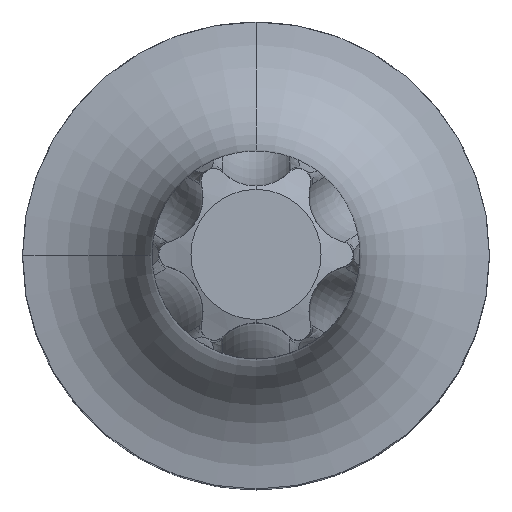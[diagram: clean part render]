
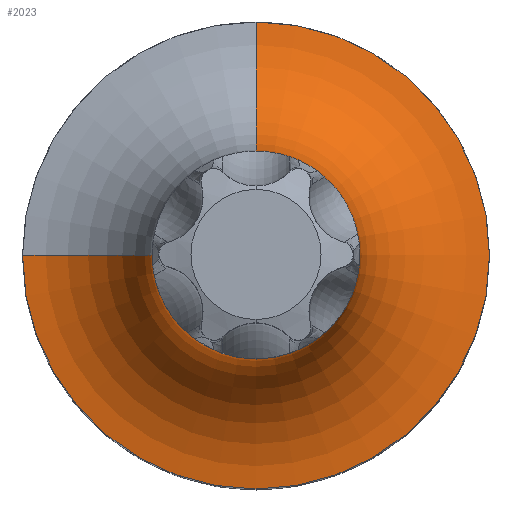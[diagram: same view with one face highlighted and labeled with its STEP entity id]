
A CAD part, top view. The second image highlights one B-rep face of the part: STEP entity #2023.
In plain terms, the highlighted toroidal (fillet/blend) face has major radius 14 mm and minor radius 8 mm.
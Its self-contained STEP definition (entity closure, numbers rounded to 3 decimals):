
#71=CARTESIAN_POINT('',(0.,0.,25.));
#72=DIRECTION('',(0.,0.,1.));
#73=DIRECTION('',(1.,0.,0.));
#74=AXIS2_PLACEMENT_3D('',#71,#72,#73);
#268=CARTESIAN_POINT('',(0.,0.,32.984));
#269=DIRECTION('',(0.,0.,1.));
#270=DIRECTION('',(0.,-1.,0.));
#271=AXIS2_PLACEMENT_3D('',#268,#269,#270);
#273=CARTESIAN_POINT('',(0.,0.,25.));
#274=DIRECTION('',(0.,0.,-1.));
#275=DIRECTION('',(1.,0.,0.));
#276=AXIS2_PLACEMENT_3D('',#273,#274,#275);
#278=CARTESIAN_POINT('',(-14.,0.,32.984));
#279=DIRECTION('',(0.,-1.,0.));
#280=DIRECTION('',(0.062,0.,-0.998));
#281=AXIS2_PLACEMENT_3D('',#278,#279,#280);
#617=CARTESIAN_POINT('',(0.,0.,32.984));
#618=DIRECTION('',(0.,0.,1.));
#619=DIRECTION('',(-1.,0.,0.));
#620=AXIS2_PLACEMENT_3D('',#617,#618,#619);
#1305=CARTESIAN_POINT('',(0.,14.,32.984));
#1306=DIRECTION('',(-1.,0.,0.));
#1307=DIRECTION('',(0.,-0.063,-0.998));
#1308=AXIS2_PLACEMENT_3D('',#1305,#1306,#1307);
#1676=CARTESIAN_POINT('',(13.5,0.,25.));
#1677=CARTESIAN_POINT('',(0.,13.5,25.));
#1678=VERTEX_POINT('',#1676);
#1679=VERTEX_POINT('',#1677);
#1680=CARTESIAN_POINT('',(-13.5,0.,25.));
#1681=VERTEX_POINT('',#1680);
#1682=CARTESIAN_POINT('',(0.,6.,32.984));
#1683=CARTESIAN_POINT('',(-6.,0.,32.984));
#1684=VERTEX_POINT('',#1682);
#1685=VERTEX_POINT('',#1683);
#1686=CARTESIAN_POINT('',(0.,-6.,32.984));
#1687=VERTEX_POINT('',#1686);
#2006=CARTESIAN_POINT('',(0.,0.,32.984));
#2007=DIRECTION('',(0.,0.,1.));
#2008=DIRECTION('',(-0.018,-1.,0.));
#2009=AXIS2_PLACEMENT_3D('',#2006,#2007,#2008);
#2010=TOROIDAL_SURFACE('',#2009,14.,8.);
#2012=ORIENTED_EDGE('',*,*,#2011,.T.);
#2014=ORIENTED_EDGE('',*,*,#2013,.F.);
#2015=ORIENTED_EDGE('',*,*,#1871,.F.);
#2016=ORIENTED_EDGE('',*,*,#1974,.T.);
#2018=ORIENTED_EDGE('',*,*,#2017,.T.);
#2020=ORIENTED_EDGE('',*,*,#2019,.T.);
#2021=EDGE_LOOP('',(#2012,#2014,#2015,#2016,#2018,#2020));
#2022=FACE_OUTER_BOUND('',#2021,.F.);
#2023=ADVANCED_FACE('',(#2022),#2010,.F.);
#75=CIRCLE('',#74,13.5);
#272=CIRCLE('',#271,6.);
#277=CIRCLE('',#276,13.5);
#282=CIRCLE('',#281,8.);
#621=CIRCLE('',#620,6.);
#1309=CIRCLE('',#1308,8.);
#1871=EDGE_CURVE('',#1678,#1679,#75,.T.);
#1974=EDGE_CURVE('',#1678,#1681,#277,.T.);
#2011=EDGE_CURVE('',#1687,#1684,#272,.T.);
#2013=EDGE_CURVE('',#1679,#1684,#1309,.T.);
#2017=EDGE_CURVE('',#1681,#1685,#282,.T.);
#2019=EDGE_CURVE('',#1685,#1687,#621,.T.);
